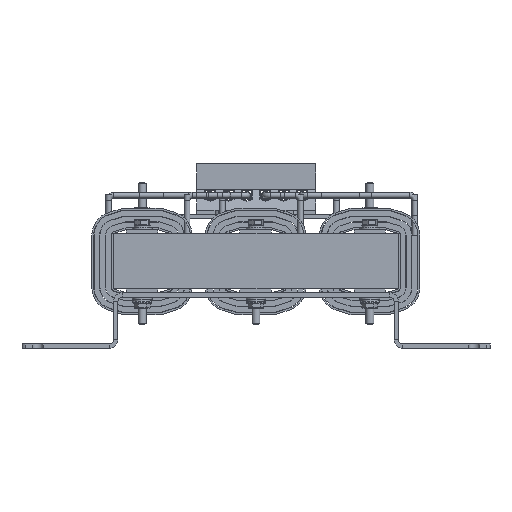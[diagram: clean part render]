
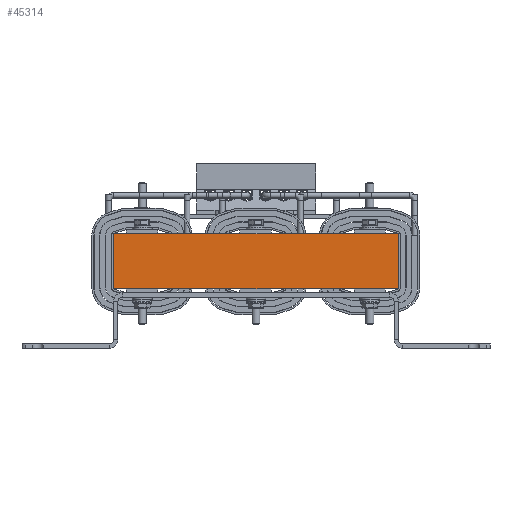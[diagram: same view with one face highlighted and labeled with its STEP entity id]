
A CAD part, front view. The second image highlights one B-rep face of the part: STEP entity #45314.
In plain terms, the highlighted planar face has unit normal (0, -1, 0).
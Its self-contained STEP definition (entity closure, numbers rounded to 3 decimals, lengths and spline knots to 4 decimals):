
#4646=FACE_OUTER_BOUND('',#7206,.T.);
#7206=EDGE_LOOP('',(#36627,#36628,#36629,#36630));
#11401=LINE('',#70509,#16310);
#11406=LINE('',#70518,#16315);
#11410=LINE('',#70526,#16319);
#11411=LINE('',#70528,#16320);
#16310=VECTOR('',#57896,0.3937);
#16315=VECTOR('',#57903,0.3937);
#16319=VECTOR('',#57911,0.3937);
#16320=VECTOR('',#57914,0.3937);
#20785=VERTEX_POINT('',#70505);
#20787=VERTEX_POINT('',#70508);
#20789=VERTEX_POINT('',#70514);
#20792=VERTEX_POINT('',#70524);
#26356=EDGE_CURVE('',#20787,#20785,#11401,.T.);
#26361=EDGE_CURVE('',#20789,#20787,#11406,.T.);
#26365=EDGE_CURVE('',#20785,#20792,#11410,.T.);
#26366=EDGE_CURVE('',#20792,#20789,#11411,.T.);
#36627=ORIENTED_EDGE('',*,*,#26366,.T.);
#36628=ORIENTED_EDGE('',*,*,#26361,.T.);
#36629=ORIENTED_EDGE('',*,*,#26356,.T.);
#36630=ORIENTED_EDGE('',*,*,#26365,.T.);
#43224=PLANE('',#49126);
#45314=ADVANCED_FACE('',(#4646),#43224,.T.);
#49126=AXIS2_PLACEMENT_3D('',#70527,#57912,#57913);
#57896=DIRECTION('',(1.,0.,0.));
#57903=DIRECTION('',(0.,0.,-1.));
#57911=DIRECTION('',(0.,0.,1.));
#57912=DIRECTION('center_axis',(0.,-1.,0.));
#57913=DIRECTION('ref_axis',(0.,0.,-1.));
#57914=DIRECTION('',(-1.,0.,0.));
#70505=CARTESIAN_POINT('',(7.7153,-0.9586,-0.875));
#70508=CARTESIAN_POINT('',(-1.2847,-0.9586,-0.875));
#70509=CARTESIAN_POINT('',(7.7153,-0.9586,-0.875));
#70514=CARTESIAN_POINT('',(-1.2847,-0.9586,0.875));
#70518=CARTESIAN_POINT('',(-1.2847,-0.9586,0.));
#70524=CARTESIAN_POINT('',(7.7153,-0.9586,0.875));
#70526=CARTESIAN_POINT('',(7.7153,-0.9586,0.));
#70527=CARTESIAN_POINT('Origin',(7.7153,-0.9586,0.));
#70528=CARTESIAN_POINT('',(7.7153,-0.9586,0.875));
